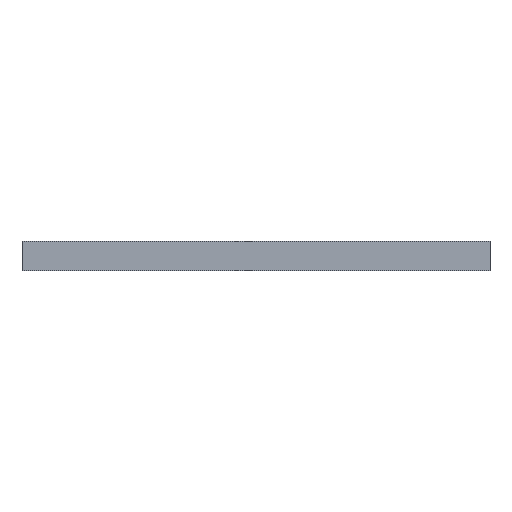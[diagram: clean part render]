
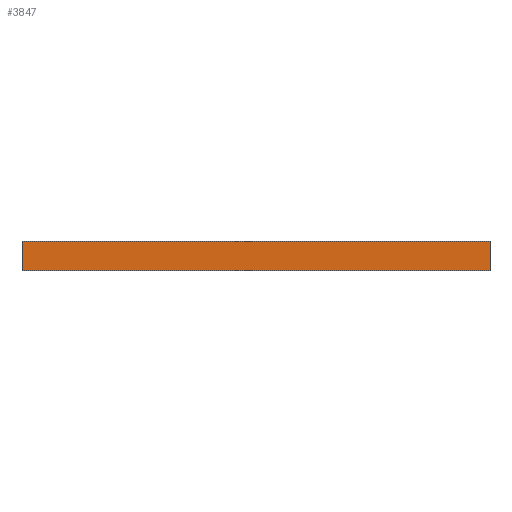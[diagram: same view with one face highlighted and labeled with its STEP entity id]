
A CAD part, front view. The second image highlights one B-rep face of the part: STEP entity #3847.
In plain terms, the highlighted planar face has unit normal (0, -1, 0).
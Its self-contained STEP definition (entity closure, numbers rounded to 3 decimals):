
#216=PLANE('',#4160);
#411=FACE_OUTER_BOUND('',#610,.T.);
#610=EDGE_LOOP('',(#3432,#3433,#3434,#3435));
#994=LINE('',#14571,#1387);
#997=LINE('',#14577,#1390);
#998=LINE('',#14579,#1391);
#999=LINE('',#14580,#1392);
#1387=VECTOR('',#5108,10.);
#1390=VECTOR('',#5113,10.);
#1391=VECTOR('',#5114,10.);
#1392=VECTOR('',#5115,10.);
#1890=VERTEX_POINT('',#14568);
#1891=VERTEX_POINT('',#14570);
#1893=VERTEX_POINT('',#14576);
#1894=VERTEX_POINT('',#14578);
#2450=EDGE_CURVE('',#1891,#1890,#994,.T.);
#2453=EDGE_CURVE('',#1890,#1893,#997,.T.);
#2454=EDGE_CURVE('',#1894,#1893,#998,.T.);
#2455=EDGE_CURVE('',#1894,#1891,#999,.T.);
#3432=ORIENTED_EDGE('',*,*,#2453,.T.);
#3433=ORIENTED_EDGE('',*,*,#2454,.F.);
#3434=ORIENTED_EDGE('',*,*,#2455,.T.);
#3435=ORIENTED_EDGE('',*,*,#2450,.T.);
#3847=ADVANCED_FACE('',(#411),#216,.T.);
#4160=AXIS2_PLACEMENT_3D('',#14575,#5111,#5112);
#5108=DIRECTION('',(0.,0.,-1.));
#5111=DIRECTION('center_axis',(0.,-1.,0.));
#5112=DIRECTION('ref_axis',(-1.,0.,0.));
#5113=DIRECTION('',(1.,0.,0.));
#5114=DIRECTION('',(0.,0.,-1.));
#5115=DIRECTION('',(-1.,0.,0.));
#14568=CARTESIAN_POINT('',(-3.381,-28.571,0.));
#14570=CARTESIAN_POINT('',(-3.381,-28.571,10.));
#14571=CARTESIAN_POINT('',(-3.381,-28.571,10.));
#14575=CARTESIAN_POINT('Origin',(155.973,-28.571,10.));
#14576=CARTESIAN_POINT('',(155.973,-28.571,0.));
#14577=CARTESIAN_POINT('',(116.134,-28.571,0.));
#14578=CARTESIAN_POINT('',(155.973,-28.571,10.));
#14579=CARTESIAN_POINT('',(155.973,-28.571,10.));
#14580=CARTESIAN_POINT('',(155.973,-28.571,10.));
